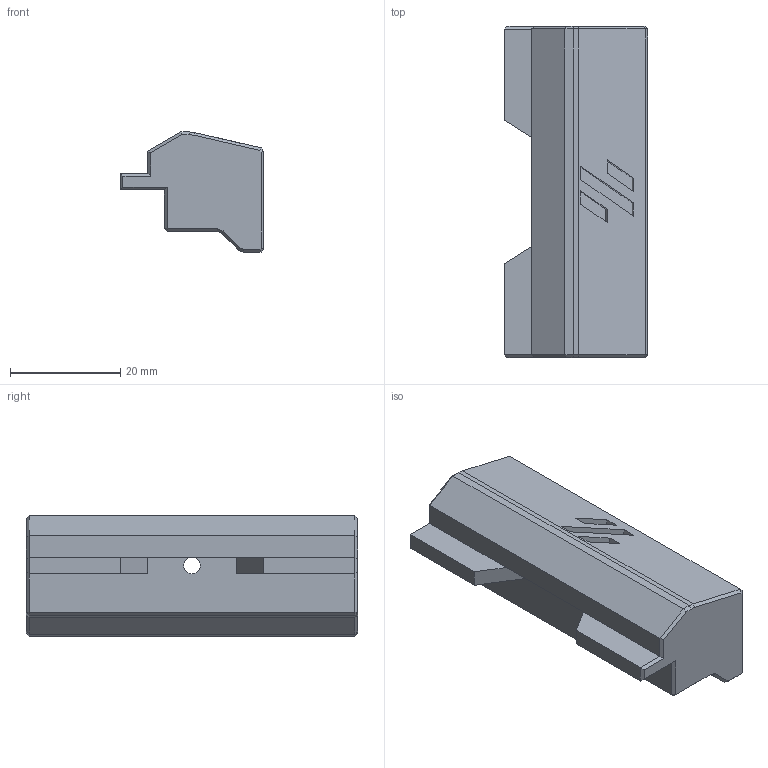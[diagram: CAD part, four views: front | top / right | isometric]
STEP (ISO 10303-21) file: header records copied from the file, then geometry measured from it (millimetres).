
FILE_DESCRIPTION(/* description */ (''),/* implementation_level */ '2;1');
FILE_NAME(/* name */ 'Handle_3mm.step',/* time_stamp */ '2021-10-06T17:43:18+02:00',/* author */ (''),/* organization */ (''),/* preprocessor_version */ 'ST-DEVELOPER v18.1',/* originating_system */ 'Autodesk Translation Framework v10.10.0.1391',/* authorisation */ '');
FILE_SCHEMA (('AUTOMOTIVE_DESIGN { 1 0 10303 214 3 1 1 }'));
Length unit declared in the file: millimetre
Products named in the file (1): Handle 3mm
Bounding box: 26 x 60 x 21.75 mm (x, y, z)
Volume: 20763.7 mm3; surface area: 6053.3 mm2
Topology: 1 solids, 1 shells, 81 faces, 188 edges, 112 vertices
Faces by surface type: plane 78, cylinder 2, cone 1
Full cylindrical faces by diameter (mm): 3 x1, 6 x1
Entity records: 2245 total; most frequent: CARTESIAN_POINT 382, ORIENTED_EDGE 376, DIRECTION 358, EDGE_CURVE 188, LINE 182, VECTOR 182, VERTEX_POINT 112, AXIS2_PLACEMENT_3D 88
